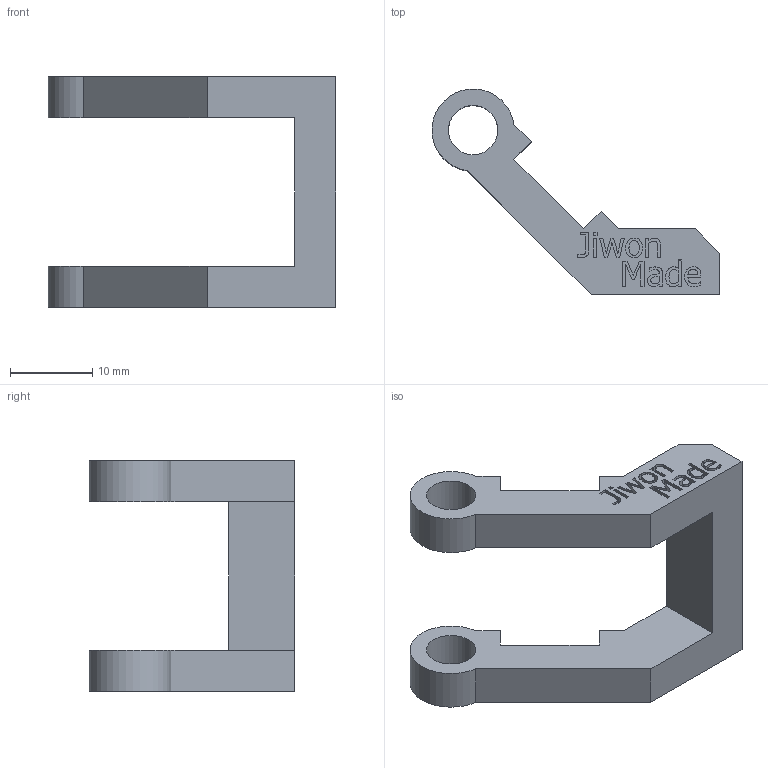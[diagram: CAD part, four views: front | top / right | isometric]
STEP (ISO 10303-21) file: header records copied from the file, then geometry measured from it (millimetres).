
FILE_DESCRIPTION(/* description */ (''),/* implementation_level */ '2;1');
FILE_NAME(/* name */ '10-1.stp',/* time_stamp */ '2021-09-12T11:00:09+09:00',/* author */ ('서울공업고등학교'),/* organization */ (''),/* preprocessor_version */ 'ST-DEVELOPER v18.1',/* originating_system */ 'Autodesk Inventor 2022',/* authorisation */ '');
FILE_SCHEMA (('AUTOMOTIVE_DESIGN { 1 0 10303 214 3 1 1 }'));
Length unit declared in the file: millimetre
Products named in the file (1): 10-1
Bounding box: 34.99 x 24.99 x 28 mm (x, y, z)
Volume: 3293.9 mm3; surface area: 2761.9 mm2
Topology: 1 solids, 1 shells, 164 faces, 444 edges, 296 vertices
Faces by surface type: plane 102, bspline 58, cylinder 4
Full cylindrical faces by diameter (mm): 6 x2
Entity records: 5453 total; most frequent: CARTESIAN_POINT 1659, ORIENTED_EDGE 888, DIRECTION 550, EDGE_CURVE 444, LINE 320, VECTOR 320, VERTEX_POINT 296, EDGE_LOOP 182
